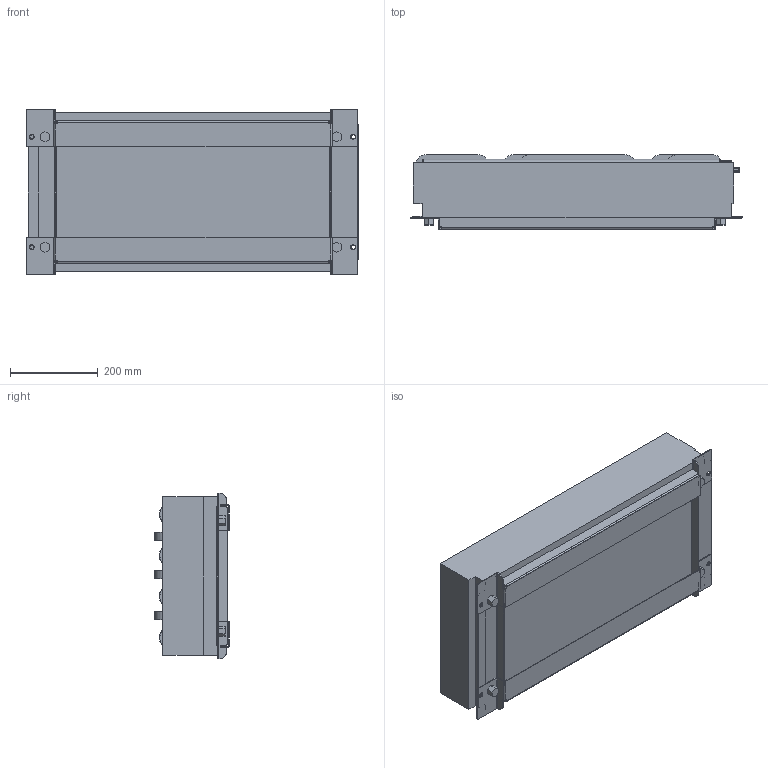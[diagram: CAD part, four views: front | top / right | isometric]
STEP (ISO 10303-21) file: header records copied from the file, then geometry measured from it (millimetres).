
FILE_DESCRIPTION(/* description */ (''),/* implementation_level */ '2;1');
FILE_NAME(/* name */ 'A完成品_Shrinkwrap_1.stp',/* time_stamp */ '2020-12-29T16:49:48+09:00',/* author */ ('y-kakiuchi'),/* organization */ (''),/* preprocessor_version */ 'ST-DEVELOPER v16.1',/* originating_system */ 'Autodesk Inventor 2016',/* authorisation */ '');
FILE_SCHEMA (('AUTOMOTIVE_DESIGN { 1 0 10303 214 3 1 1 }'));
Length unit declared in the file: millimetre
Products named in the file (1): A完成品_Shrinkwrap_1
Bounding box: 758.3 x 170 x 379 mm (x, y, z)
Volume: 34370866.4 mm3; surface area: 1169211.1 mm2
Topology: 1 solids, 1 shells, 534 faces, 1559 edges, 1026 vertices
Faces by surface type: plane 230, cylinder 136, torus 92, cone 76
Full cylindrical faces by diameter (mm): 11 x4
Entity records: 20027 total; most frequent: CARTESIAN_POINT 6312, ORIENTED_EDGE 3086, DIRECTION 2725, EDGE_CURVE 1543, VERTEX_POINT 1018, AXIS2_PLACEMENT_3D 999, LINE 727, VECTOR 727
